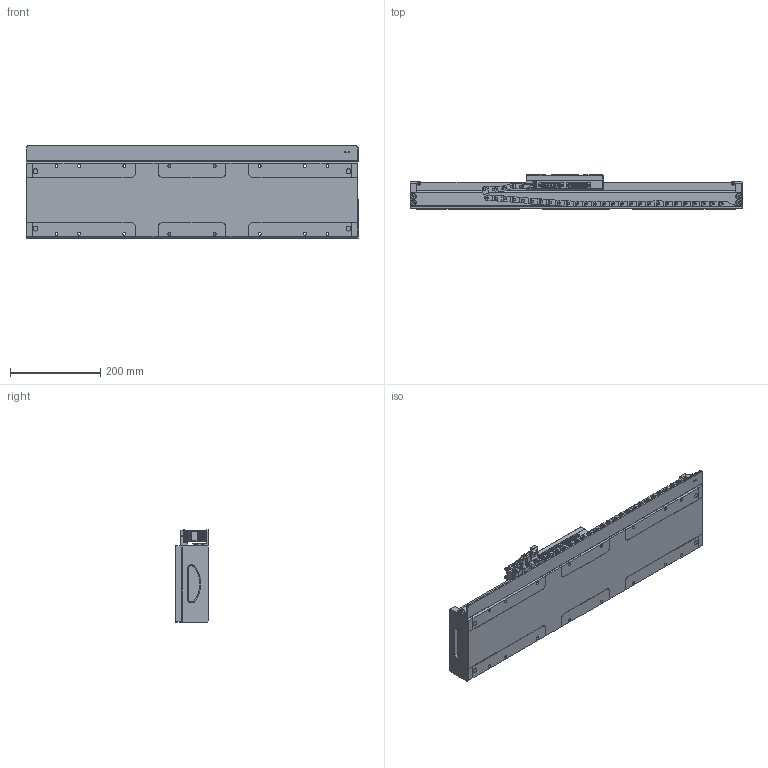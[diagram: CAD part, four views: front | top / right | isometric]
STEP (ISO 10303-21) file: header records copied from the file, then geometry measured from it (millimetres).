
FILE_DESCRIPTION (( 'STEP AP203' ), '1' );
FILE_NAME ('FMS170Z-500.STEP', '2021-08-02T02:15:14', ( '' ), ( '' ), 'SwSTEP 2.0', 'SolidWorks 2017', '' );
FILE_SCHEMA (( 'CONFIG_CONTROL_DESIGN' ));
Products named in the file (1): FMS170Z-500
Bounding box: 735 x 75 x 205 mm (x, y, z)
Surface area: 603353.4 mm2 (no closed solid volume)
Topology: 0 solids, 138 shells, 3668 faces, 9467 edges, 6008 vertices
Faces by surface type: plane 1640, cylinder 1386, torus 211, cone 201, sphere 121, bspline 109
Entity records: 133774 total; most frequent: CARTESIAN_POINT 44429, DIRECTION 18872, ORIENTED_EDGE 18064, EDGE_CURVE 9259, AXIS2_PLACEMENT_3D 6716, VERTEX_POINT 5979, LINE 5440, VECTOR 5440
